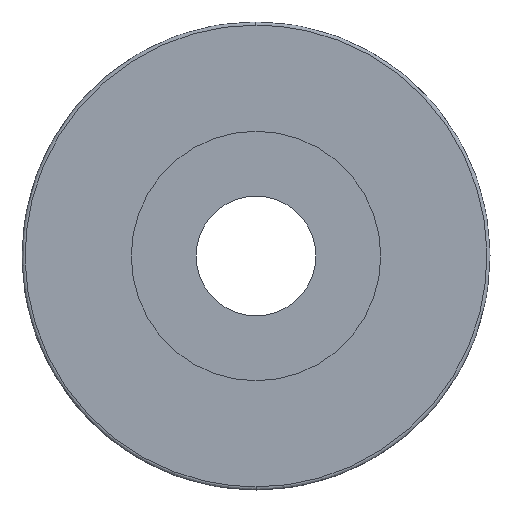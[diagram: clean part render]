
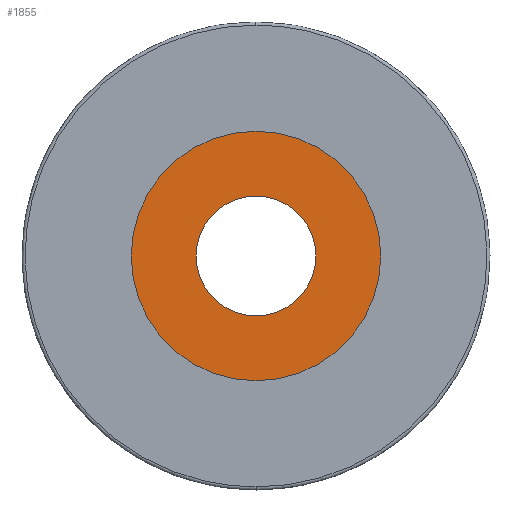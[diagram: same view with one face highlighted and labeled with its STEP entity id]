
A CAD part, left-side view. The second image highlights one B-rep face of the part: STEP entity #1855.
In plain terms, the highlighted planar face has unit normal (-1, 0, 0).
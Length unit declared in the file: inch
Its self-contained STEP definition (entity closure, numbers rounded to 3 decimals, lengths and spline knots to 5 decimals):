
#56 = DIRECTION ( 'NONE',  ( 0., 1., 0. ) ) ;
#98 = CARTESIAN_POINT ( 'NONE',  ( -1.1811, 0., 0. ) ) ;
#117 = ORIENTED_EDGE ( 'NONE', *, *, #2210, .T. ) ;
#162 = EDGE_LOOP ( 'NONE', ( #1383, #902 ) ) ;
#164 = CIRCLE ( 'NONE', #2106, 1.5748 ) ;
#210 = CARTESIAN_POINT ( 'NONE',  ( -1.1811, 0., 0. ) ) ;
#218 = DIRECTION ( 'NONE',  ( 1., 0., 0. ) ) ;
#234 = EDGE_CURVE ( 'NONE', #840, #1829, #1190, .T. ) ;
#353 = DIRECTION ( 'NONE',  ( 0., 1., 0. ) ) ;
#381 = DIRECTION ( 'NONE',  ( 0., 1., 0. ) ) ;
#506 = PLANE ( 'NONE',  #1916 ) ;
#528 = CARTESIAN_POINT ( 'NONE',  ( -1.1811, 0., 0. ) ) ;
#550 = DIRECTION ( 'NONE',  ( 1., 0., 0. ) ) ;
#551 = AXIS2_PLACEMENT_3D ( 'NONE', #210, #218, #381 ) ;
#651 = AXIS2_PLACEMENT_3D ( 'NONE', #528, #1215, #353 ) ;
#655 = DIRECTION ( 'NONE',  ( 1., 0., 0. ) ) ;
#731 = CIRCLE ( 'NONE', #1458, 0.75591 ) ;
#840 = VERTEX_POINT ( 'NONE', #1090 ) ;
#863 = DIRECTION ( 'NONE',  ( 0., -1., 0. ) ) ;
#902 = ORIENTED_EDGE ( 'NONE', *, *, #1521, .F. ) ;
#1033 = CARTESIAN_POINT ( 'NONE',  ( -1.1811, -0.75591, 0. ) ) ;
#1069 = CIRCLE ( 'NONE', #551, 1.5748 ) ;
#1090 = CARTESIAN_POINT ( 'NONE',  ( -1.1811, 0.75591, 0. ) ) ;
#1190 = CIRCLE ( 'NONE', #651, 0.75591 ) ;
#1200 = CARTESIAN_POINT ( 'NONE',  ( -1.1811, 1.16535, 0. ) ) ;
#1215 = DIRECTION ( 'NONE',  ( 1., 0., 0. ) ) ;
#1224 = CARTESIAN_POINT ( 'NONE',  ( -1.1811, 1.5748, 0. ) ) ;
#1239 = CARTESIAN_POINT ( 'NONE',  ( -1.1811, -1.5748, 0. ) ) ;
#1247 = ORIENTED_EDGE ( 'NONE', *, *, #234, .T. ) ;
#1295 = DIRECTION ( 'NONE',  ( 0., 1., 0. ) ) ;
#1354 = DIRECTION ( 'NONE',  ( -1., 0., 0. ) ) ;
#1383 = ORIENTED_EDGE ( 'NONE', *, *, #1510, .F. ) ;
#1458 = AXIS2_PLACEMENT_3D ( 'NONE', #98, #655, #1295 ) ;
#1462 = VERTEX_POINT ( 'NONE', #1224 ) ;
#1510 = EDGE_CURVE ( 'NONE', #1462, #1897, #1069, .T. ) ;
#1521 = EDGE_CURVE ( 'NONE', #1897, #1462, #164, .T. ) ;
#1614 = CARTESIAN_POINT ( 'NONE',  ( -1.1811, 0., 0. ) ) ;
#1829 = VERTEX_POINT ( 'NONE', #1033 ) ;
#1855 = ADVANCED_FACE ( 'NONE', ( #1875, #2049 ), #506, .T. ) ;
#1875 = FACE_BOUND ( 'NONE', #2108, .T. ) ;
#1897 = VERTEX_POINT ( 'NONE', #1239 ) ;
#1916 = AXIS2_PLACEMENT_3D ( 'NONE', #1200, #1354, #863 ) ;
#2049 = FACE_OUTER_BOUND ( 'NONE', #162, .T. ) ;
#2106 = AXIS2_PLACEMENT_3D ( 'NONE', #1614, #550, #56 ) ;
#2108 = EDGE_LOOP ( 'NONE', ( #1247, #117 ) ) ;
#2210 = EDGE_CURVE ( 'NONE', #1829, #840, #731, .T. ) ;
